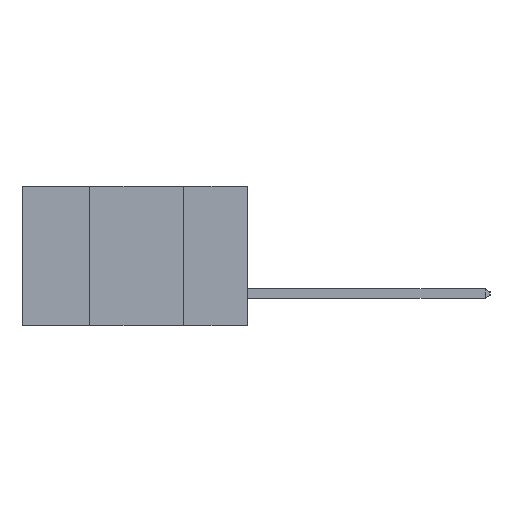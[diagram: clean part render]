
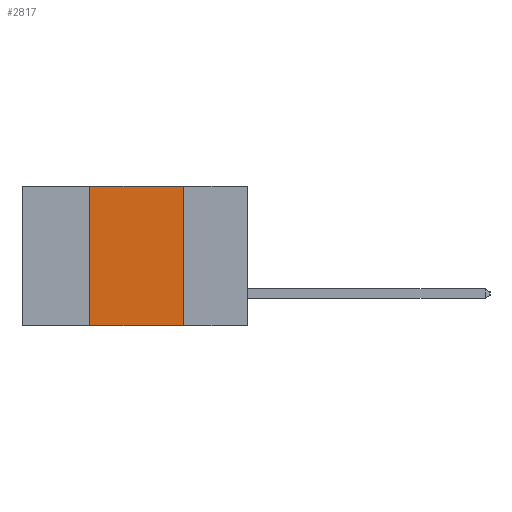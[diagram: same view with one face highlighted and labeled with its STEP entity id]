
A CAD part, left-side view. The second image highlights one B-rep face of the part: STEP entity #2817.
In plain terms, the highlighted planar face has unit normal (-1, 0, 0).
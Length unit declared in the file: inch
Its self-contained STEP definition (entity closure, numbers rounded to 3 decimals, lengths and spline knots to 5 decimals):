
#2425 = DIRECTION ( 'NONE',  ( 0., 0., -1. ) ) ;
#2459 = CARTESIAN_POINT ( 'NONE',  ( 0., 0.6, -0.37 ) ) ;
#2531 = PLANE ( 'NONE',  #7806 ) ;
#2742 = LINE ( 'NONE', #16578, #13009 ) ;
#2817 = ADVANCED_FACE ( 'NONE', ( #4266 ), #2531, .F. ) ;
#3417 = LINE ( 'NONE', #2459, #10127 ) ;
#3530 = CARTESIAN_POINT ( 'NONE',  ( 0., 0.6, 0. ) ) ;
#3821 = DIRECTION ( 'NONE',  ( 1., 0., 0. ) ) ;
#3830 = DIRECTION ( 'NONE',  ( 0., -1., 0. ) ) ;
#3934 = EDGE_CURVE ( 'NONE', #9359, #16113, #2742, .T. ) ;
#4266 = FACE_OUTER_BOUND ( 'NONE', #6109, .T. ) ;
#4568 = DIRECTION ( 'NONE',  ( 0., -1., 0. ) ) ;
#5912 = ORIENTED_EDGE ( 'NONE', *, *, #10209, .F. ) ;
#6109 = EDGE_LOOP ( 'NONE', ( #9311, #11814, #5912, #15865 ) ) ;
#6434 = DIRECTION ( 'NONE',  ( 0., 0., 1. ) ) ;
#6638 = DIRECTION ( 'NONE',  ( 0., 0., -1. ) ) ;
#7069 = CARTESIAN_POINT ( 'NONE',  ( 0., 0.42, -0.37 ) ) ;
#7806 = AXIS2_PLACEMENT_3D ( 'NONE', #3530, #3821, #2425 ) ;
#8680 = CARTESIAN_POINT ( 'NONE',  ( 0., 0.42, 0. ) ) ;
#8701 = LINE ( 'NONE', #15734, #9097 ) ;
#9097 = VECTOR ( 'NONE', #6434, 39.37008 ) ;
#9243 = CARTESIAN_POINT ( 'NONE',  ( 0., 0.17, 0. ) ) ;
#9311 = ORIENTED_EDGE ( 'NONE', *, *, #11452, .F. ) ;
#9359 = VERTEX_POINT ( 'NONE', #8680 ) ;
#9792 = VERTEX_POINT ( 'NONE', #13569 ) ;
#10127 = VECTOR ( 'NONE', #3830, 39.37008 ) ;
#10209 = EDGE_CURVE ( 'NONE', #14782, #9359, #8701, .T. ) ;
#10768 = EDGE_CURVE ( 'NONE', #14782, #9792, #3417, .T. ) ;
#11452 = EDGE_CURVE ( 'NONE', #16113, #9792, #16117, .T. ) ;
#11814 = ORIENTED_EDGE ( 'NONE', *, *, #3934, .F. ) ;
#12603 = VECTOR ( 'NONE', #6638, 39.37008 ) ;
#13009 = VECTOR ( 'NONE', #4568, 39.37008 ) ;
#13569 = CARTESIAN_POINT ( 'NONE',  ( 0., 0.17, -0.37 ) ) ;
#14283 = CARTESIAN_POINT ( 'NONE',  ( 0., 0.17, 0. ) ) ;
#14782 = VERTEX_POINT ( 'NONE', #7069 ) ;
#15734 = CARTESIAN_POINT ( 'NONE',  ( 0., 0.42, 0. ) ) ;
#15865 = ORIENTED_EDGE ( 'NONE', *, *, #10768, .T. ) ;
#16113 = VERTEX_POINT ( 'NONE', #14283 ) ;
#16117 = LINE ( 'NONE', #9243, #12603 ) ;
#16578 = CARTESIAN_POINT ( 'NONE',  ( 0., 0.6, 0. ) ) ;
